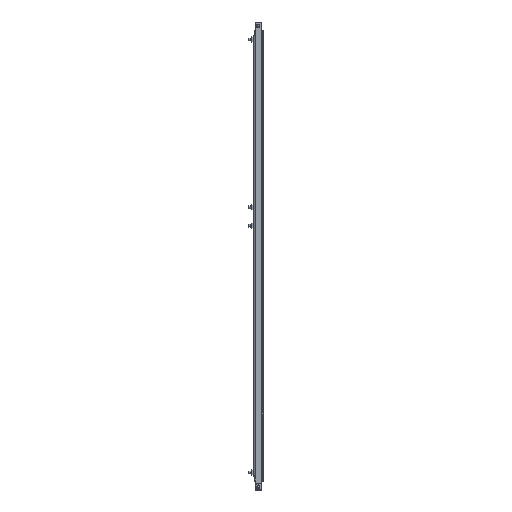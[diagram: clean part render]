
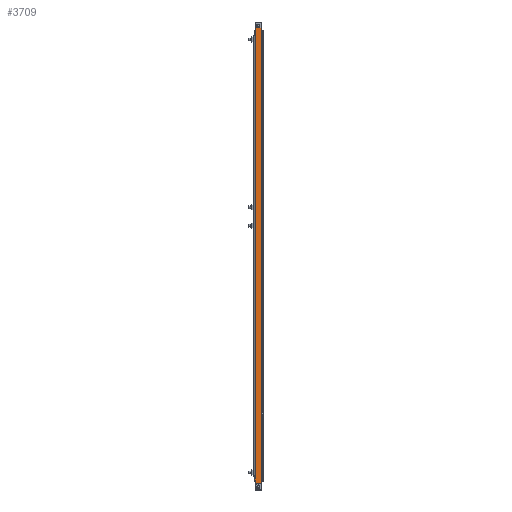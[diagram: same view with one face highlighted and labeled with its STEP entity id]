
A CAD part, top view. The second image highlights one B-rep face of the part: STEP entity #3709.
In plain terms, the highlighted face is planar.
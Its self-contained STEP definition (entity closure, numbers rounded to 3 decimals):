
#53 = CARTESIAN_POINT ( 'NONE',  ( 0., 19.5, -1183. ) ) ;
#234 = DIRECTION ( 'NONE',  ( 0., 0., -1. ) ) ;
#390 = CARTESIAN_POINT ( 'NONE',  ( 0., 6.25, -1169.6 ) ) ;
#421 = CARTESIAN_POINT ( 'NONE',  ( 0., 3.5, 0. ) ) ;
#446 = CARTESIAN_POINT ( 'NONE',  ( 0., 6.25, -13.4 ) ) ;
#668 = CARTESIAN_POINT ( 'NONE',  ( 0., 6.25, -1179.1 ) ) ;
#801 = VECTOR ( 'NONE', #7961, 1000. ) ;
#824 = VERTEX_POINT ( 'NONE', #2285 ) ;
#911 = CARTESIAN_POINT ( 'NONE',  ( 0., 15.75, -13.4 ) ) ;
#967 = CARTESIAN_POINT ( 'NONE',  ( 0., 19.5, -1183. ) ) ;
#1003 = CARTESIAN_POINT ( 'NONE',  ( 0., 15.75, -1179.1 ) ) ;
#1181 = VERTEX_POINT ( 'NONE', #2714 ) ;
#1215 = CARTESIAN_POINT ( 'NONE',  ( 0., 6.25, -1179.1 ) ) ;
#1221 = ORIENTED_EDGE ( 'NONE', *, *, #3607, .T. ) ;
#1471 = ORIENTED_EDGE ( 'NONE', *, *, #8131, .T. ) ;
#1508 = DIRECTION ( 'NONE',  ( 0., 0., 1. ) ) ;
#1616 = CARTESIAN_POINT ( 'NONE',  ( 0., 3.5, -1183. ) ) ;
#1669 = VERTEX_POINT ( 'NONE', #446 ) ;
#1685 = VECTOR ( 'NONE', #4366, 1000. ) ;
#1868 = LINE ( 'NONE', #911, #5619 ) ;
#1923 = LINE ( 'NONE', #967, #1685 ) ;
#2102 = ORIENTED_EDGE ( 'NONE', *, *, #9446, .T. ) ;
#2199 = CARTESIAN_POINT ( 'NONE',  ( 0., 19.5, -1183. ) ) ;
#2238 = CARTESIAN_POINT ( 'NONE',  ( 0., 15.75, -1169.6 ) ) ;
#2276 = ORIENTED_EDGE ( 'NONE', *, *, #5263, .T. ) ;
#2280 = FACE_BOUND ( 'NONE', #7358, .T. ) ;
#2285 = CARTESIAN_POINT ( 'NONE',  ( 0., 15.75, -13.4 ) ) ;
#2357 = LINE ( 'NONE', #8080, #8295 ) ;
#2359 = ORIENTED_EDGE ( 'NONE', *, *, #2820, .F. ) ;
#2382 = ORIENTED_EDGE ( 'NONE', *, *, #5785, .T. ) ;
#2471 = VERTEX_POINT ( 'NONE', #668 ) ;
#2507 = LINE ( 'NONE', #8889, #6937 ) ;
#2543 = VECTOR ( 'NONE', #9830, 1000. ) ;
#2665 = DIRECTION ( 'NONE',  ( 0., -1., 0. ) ) ;
#2709 = EDGE_CURVE ( 'NONE', #4236, #9433, #6750, .T. ) ;
#2714 = CARTESIAN_POINT ( 'NONE',  ( 0., 3.5, -1162. ) ) ;
#2820 = EDGE_CURVE ( 'NONE', #9864, #1181, #5846, .T. ) ;
#2864 = CARTESIAN_POINT ( 'NONE',  ( 0., 15.75, -3.9 ) ) ;
#3025 = EDGE_CURVE ( 'NONE', #7939, #3537, #10450, .T. ) ;
#3188 = CARTESIAN_POINT ( 'NONE',  ( 0., 0., -1183. ) ) ;
#3312 = EDGE_LOOP ( 'NONE', ( #2359, #2102, #4981, #6344, #7242, #9137, #6610, #5627 ) ) ;
#3337 = VECTOR ( 'NONE', #7205, 1000. ) ;
#3485 = VERTEX_POINT ( 'NONE', #6562 ) ;
#3487 = LINE ( 'NONE', #5965, #6066 ) ;
#3537 = VERTEX_POINT ( 'NONE', #421 ) ;
#3607 = EDGE_CURVE ( 'NONE', #8948, #10546, #3927, .T. ) ;
#3652 = VECTOR ( 'NONE', #10196, 1000. ) ;
#3709 = ADVANCED_FACE ( 'NONE', ( #9607, #2280, #5530 ), #7893, .F. ) ;
#3735 = VECTOR ( 'NONE', #8327, 1000. ) ;
#3743 = DIRECTION ( 'NONE',  ( 0., 0., 1. ) ) ;
#3927 = LINE ( 'NONE', #4666, #4742 ) ;
#4116 = VERTEX_POINT ( 'NONE', #6222 ) ;
#4236 = VERTEX_POINT ( 'NONE', #8356 ) ;
#4366 = DIRECTION ( 'NONE',  ( 0., 0., 1. ) ) ;
#4399 = VECTOR ( 'NONE', #6033, 1000. ) ;
#4524 = EDGE_CURVE ( 'NONE', #824, #1669, #1868, .T. ) ;
#4558 = VECTOR ( 'NONE', #234, 1000. ) ;
#4666 = CARTESIAN_POINT ( 'NONE',  ( 0., 15.75, -1169.6 ) ) ;
#4742 = VECTOR ( 'NONE', #4833, 1000. ) ;
#4833 = DIRECTION ( 'NONE',  ( 0., 1., 0. ) ) ;
#4923 = EDGE_CURVE ( 'NONE', #10546, #3485, #5107, .T. ) ;
#4981 = ORIENTED_EDGE ( 'NONE', *, *, #10102, .T. ) ;
#5107 = LINE ( 'NONE', #1003, #3735 ) ;
#5147 = EDGE_CURVE ( 'NONE', #8567, #9433, #1923, .T. ) ;
#5225 = LINE ( 'NONE', #7054, #4399 ) ;
#5231 = ORIENTED_EDGE ( 'NONE', *, *, #4923, .T. ) ;
#5263 = EDGE_CURVE ( 'NONE', #1669, #4116, #5225, .T. ) ;
#5353 = CARTESIAN_POINT ( 'NONE',  ( 0., 3.5, -1183. ) ) ;
#5502 = CARTESIAN_POINT ( 'NONE',  ( 0., 19.5, -1148. ) ) ;
#5530 = FACE_OUTER_BOUND ( 'NONE', #3312, .T. ) ;
#5532 = LINE ( 'NONE', #3188, #3337 ) ;
#5565 = EDGE_CURVE ( 'NONE', #4236, #3537, #9240, .T. ) ;
#5585 = CARTESIAN_POINT ( 'NONE',  ( 0., 0., 0. ) ) ;
#5609 = DIRECTION ( 'NONE',  ( 0., 0., 1. ) ) ;
#5619 = VECTOR ( 'NONE', #2665, 1000. ) ;
#5627 = ORIENTED_EDGE ( 'NONE', *, *, #8593, .F. ) ;
#5785 = EDGE_CURVE ( 'NONE', #8291, #824, #7960, .T. ) ;
#5846 = LINE ( 'NONE', #5353, #8342 ) ;
#5965 = CARTESIAN_POINT ( 'NONE',  ( 0., 15.75, -1179.1 ) ) ;
#6033 = DIRECTION ( 'NONE',  ( 0., 0., 1. ) ) ;
#6066 = VECTOR ( 'NONE', #8429, 1000. ) ;
#6222 = CARTESIAN_POINT ( 'NONE',  ( 0., 6.25, -3.9 ) ) ;
#6282 = CARTESIAN_POINT ( 'NONE',  ( 0., 15.75, -3.9 ) ) ;
#6344 = ORIENTED_EDGE ( 'NONE', *, *, #5147, .T. ) ;
#6556 = CARTESIAN_POINT ( 'NONE',  ( 0., 0., 0. ) ) ;
#6562 = CARTESIAN_POINT ( 'NONE',  ( 0., 15.75, -1179.1 ) ) ;
#6610 = ORIENTED_EDGE ( 'NONE', *, *, #3025, .F. ) ;
#6750 = LINE ( 'NONE', #9974, #4558 ) ;
#6803 = EDGE_LOOP ( 'NONE', ( #8249, #2382, #10087, #2276 ) ) ;
#6937 = VECTOR ( 'NONE', #8774, 1000. ) ;
#7054 = CARTESIAN_POINT ( 'NONE',  ( 0., 6.25, -3.9 ) ) ;
#7095 = DIRECTION ( 'NONE',  ( 0., 0., 1. ) ) ;
#7147 = AXIS2_PLACEMENT_3D ( 'NONE', #5585, #8808, #7095 ) ;
#7205 = DIRECTION ( 'NONE',  ( 0., 1., 0. ) ) ;
#7242 = ORIENTED_EDGE ( 'NONE', *, *, #2709, .F. ) ;
#7358 = EDGE_LOOP ( 'NONE', ( #5231, #1471, #7575, #1221 ) ) ;
#7575 = ORIENTED_EDGE ( 'NONE', *, *, #8278, .T. ) ;
#7890 = DIRECTION ( 'NONE',  ( 0., 0., -1. ) ) ;
#7893 = PLANE ( 'NONE',  #7147 ) ;
#7939 = VERTEX_POINT ( 'NONE', #8512 ) ;
#7960 = LINE ( 'NONE', #6282, #10058 ) ;
#7961 = DIRECTION ( 'NONE',  ( 0., 0., 1. ) ) ;
#8080 = CARTESIAN_POINT ( 'NONE',  ( 0., 3.5, -1183. ) ) ;
#8131 = EDGE_CURVE ( 'NONE', #3485, #2471, #3487, .T. ) ;
#8249 = ORIENTED_EDGE ( 'NONE', *, *, #9109, .T. ) ;
#8278 = EDGE_CURVE ( 'NONE', #2471, #8948, #8540, .T. ) ;
#8291 = VERTEX_POINT ( 'NONE', #2864 ) ;
#8295 = VECTOR ( 'NONE', #5609, 1000. ) ;
#8327 = DIRECTION ( 'NONE',  ( 0., 0., -1. ) ) ;
#8342 = VECTOR ( 'NONE', #3743, 1000. ) ;
#8356 = CARTESIAN_POINT ( 'NONE',  ( 0., 19.5, 0. ) ) ;
#8429 = DIRECTION ( 'NONE',  ( 0., -1., 0. ) ) ;
#8512 = CARTESIAN_POINT ( 'NONE',  ( 0., 3.5, -21. ) ) ;
#8540 = LINE ( 'NONE', #1215, #3652 ) ;
#8567 = VERTEX_POINT ( 'NONE', #5502 ) ;
#8593 = EDGE_CURVE ( 'NONE', #1181, #7939, #2357, .T. ) ;
#8686 = VECTOR ( 'NONE', #1508, 1000. ) ;
#8774 = DIRECTION ( 'NONE',  ( 0., 1., 0. ) ) ;
#8808 = DIRECTION ( 'NONE',  ( -1., 0., 0. ) ) ;
#8889 = CARTESIAN_POINT ( 'NONE',  ( 0., 15.75, -3.9 ) ) ;
#8948 = VERTEX_POINT ( 'NONE', #390 ) ;
#9109 = EDGE_CURVE ( 'NONE', #4116, #8291, #2507, .T. ) ;
#9137 = ORIENTED_EDGE ( 'NONE', *, *, #5565, .T. ) ;
#9240 = LINE ( 'NONE', #6556, #2543 ) ;
#9421 = LINE ( 'NONE', #2199, #801 ) ;
#9433 = VERTEX_POINT ( 'NONE', #10157 ) ;
#9446 = EDGE_CURVE ( 'NONE', #9864, #10243, #5532, .T. ) ;
#9607 = FACE_BOUND ( 'NONE', #6803, .T. ) ;
#9830 = DIRECTION ( 'NONE',  ( 0., -1., 0. ) ) ;
#9864 = VERTEX_POINT ( 'NONE', #9967 ) ;
#9967 = CARTESIAN_POINT ( 'NONE',  ( 0., 3.5, -1183. ) ) ;
#9974 = CARTESIAN_POINT ( 'NONE',  ( 0., 19.5, 0. ) ) ;
#10058 = VECTOR ( 'NONE', #7890, 1000. ) ;
#10087 = ORIENTED_EDGE ( 'NONE', *, *, #4524, .T. ) ;
#10102 = EDGE_CURVE ( 'NONE', #10243, #8567, #9421, .T. ) ;
#10157 = CARTESIAN_POINT ( 'NONE',  ( 0., 19.5, -35. ) ) ;
#10196 = DIRECTION ( 'NONE',  ( 0., 0., 1. ) ) ;
#10243 = VERTEX_POINT ( 'NONE', #53 ) ;
#10450 = LINE ( 'NONE', #1616, #8686 ) ;
#10546 = VERTEX_POINT ( 'NONE', #2238 ) ;
